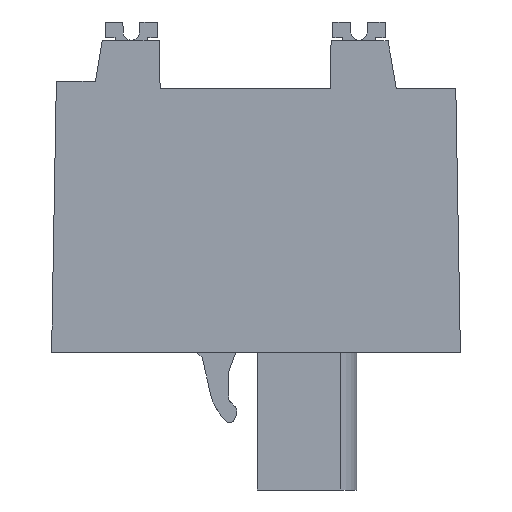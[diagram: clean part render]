
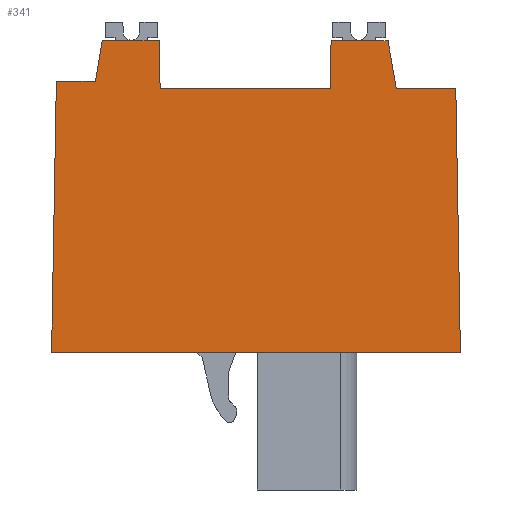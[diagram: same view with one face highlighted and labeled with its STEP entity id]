
A CAD part, left-side view. The second image highlights one B-rep face of the part: STEP entity #341.
In plain terms, the highlighted planar face has unit normal (-1, 0, 0).
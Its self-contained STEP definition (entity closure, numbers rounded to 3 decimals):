
#257=AXIS2_PLACEMENT_3D('Plane Axis2P3D',#254,#255,#256) ;
#40=CARTESIAN_POINT('Vertex',(0.,21.679,27.192)) ;
#45=CARTESIAN_POINT('Line Origine',(0.,19.954,27.192)) ;
#49=CARTESIAN_POINT('Vertex',(0.,18.23,27.192)) ;
#194=CARTESIAN_POINT('Vertex',(0.,22.101,24.742)) ;
#197=CARTESIAN_POINT('Line Origine',(0.,21.89,25.967)) ;
#254=CARTESIAN_POINT('Axis2P3D Location',(0.,0.,0.)) ;
#259=CARTESIAN_POINT('Line Origine',(0.,18.204,25.742)) ;
#263=CARTESIAN_POINT('Vertex',(0.,18.179,24.292)) ;
#266=CARTESIAN_POINT('Line Origine',(0.,23.281,24.742)) ;
#270=CARTESIAN_POINT('Vertex',(0.,24.461,24.742)) ;
#273=CARTESIAN_POINT('Line Origine',(0.,24.604,16.546)) ;
#277=CARTESIAN_POINT('Vertex',(0.,24.747,8.35)) ;
#280=CARTESIAN_POINT('Line Origine',(0.,12.373,8.35)) ;
#284=CARTESIAN_POINT('Vertex',(0.,0.,8.35)) ;
#287=CARTESIAN_POINT('Line Origine',(0.,0.139,16.321)) ;
#291=CARTESIAN_POINT('Vertex',(0.,0.278,24.292)) ;
#294=CARTESIAN_POINT('Line Origine',(0.,2.079,24.292)) ;
#298=CARTESIAN_POINT('Vertex',(0.,3.879,24.292)) ;
#301=CARTESIAN_POINT('Line Origine',(0.,4.129,25.742)) ;
#305=CARTESIAN_POINT('Vertex',(0.,4.379,27.192)) ;
#308=CARTESIAN_POINT('Line Origine',(0.,6.104,27.192)) ;
#312=CARTESIAN_POINT('Vertex',(0.,7.828,27.192)) ;
#315=CARTESIAN_POINT('Line Origine',(0.,7.854,25.742)) ;
#319=CARTESIAN_POINT('Vertex',(0.,7.879,24.292)) ;
#322=CARTESIAN_POINT('Line Origine',(0.,13.029,24.292)) ;
#46=DIRECTION('Vector Direction',(0.,-1.,0.)) ;
#198=DIRECTION('Vector Direction',(0.,-0.17,0.985)) ;
#255=DIRECTION('Axis2P3D Direction',(-1.,0.,0.)) ;
#256=DIRECTION('Axis2P3D XDirection',(0.,0.,1.)) ;
#260=DIRECTION('Vector Direction',(0.,-0.017,-1.)) ;
#267=DIRECTION('Vector Direction',(0.,-1.,0.)) ;
#274=DIRECTION('Vector Direction',(0.,0.017,-1.)) ;
#281=DIRECTION('Vector Direction',(0.,-1.,0.)) ;
#288=DIRECTION('Vector Direction',(0.,0.017,1.)) ;
#295=DIRECTION('Vector Direction',(0.,-1.,0.)) ;
#302=DIRECTION('Vector Direction',(0.,-0.17,-0.985)) ;
#309=DIRECTION('Vector Direction',(0.,-1.,0.)) ;
#316=DIRECTION('Vector Direction',(0.,-0.017,1.)) ;
#323=DIRECTION('Vector Direction',(0.,-1.,0.)) ;
#47=VECTOR('Line Direction',#46,1.) ;
#199=VECTOR('Line Direction',#198,1.) ;
#261=VECTOR('Line Direction',#260,1.) ;
#268=VECTOR('Line Direction',#267,1.) ;
#275=VECTOR('Line Direction',#274,1.) ;
#282=VECTOR('Line Direction',#281,1.) ;
#289=VECTOR('Line Direction',#288,1.) ;
#296=VECTOR('Line Direction',#295,1.) ;
#303=VECTOR('Line Direction',#302,1.) ;
#310=VECTOR('Line Direction',#309,1.) ;
#317=VECTOR('Line Direction',#316,1.) ;
#324=VECTOR('Line Direction',#323,1.) ;
#328=ORIENTED_EDGE('',*,*,#265,.T.) ;
#329=ORIENTED_EDGE('',*,*,#51,.T.) ;
#330=ORIENTED_EDGE('',*,*,#201,.T.) ;
#331=ORIENTED_EDGE('',*,*,#272,.T.) ;
#332=ORIENTED_EDGE('',*,*,#279,.T.) ;
#333=ORIENTED_EDGE('',*,*,#286,.T.) ;
#334=ORIENTED_EDGE('',*,*,#293,.T.) ;
#335=ORIENTED_EDGE('',*,*,#300,.T.) ;
#336=ORIENTED_EDGE('',*,*,#307,.T.) ;
#337=ORIENTED_EDGE('',*,*,#314,.T.) ;
#338=ORIENTED_EDGE('',*,*,#321,.T.) ;
#339=ORIENTED_EDGE('',*,*,#326,.T.) ;
#341=ADVANCED_FACE('HOUSING',(#340),#258,.T.) ;
#51=EDGE_CURVE('',#50,#41,#48,.F.) ;
#201=EDGE_CURVE('',#41,#195,#200,.F.) ;
#265=EDGE_CURVE('',#264,#50,#262,.F.) ;
#272=EDGE_CURVE('',#195,#271,#269,.F.) ;
#279=EDGE_CURVE('',#271,#278,#276,.T.) ;
#286=EDGE_CURVE('',#278,#285,#283,.T.) ;
#293=EDGE_CURVE('',#285,#292,#290,.T.) ;
#300=EDGE_CURVE('',#292,#299,#297,.F.) ;
#307=EDGE_CURVE('',#299,#306,#304,.F.) ;
#314=EDGE_CURVE('',#306,#313,#311,.F.) ;
#321=EDGE_CURVE('',#313,#320,#318,.F.) ;
#326=EDGE_CURVE('',#320,#264,#325,.F.) ;
#327=EDGE_LOOP('',(#328,#329,#330,#331,#332,#333,#334,#335,#336,#337,#338,#339)) ;
#340=FACE_OUTER_BOUND('',#327,.T.) ;
#48=LINE('Line',#45,#47) ;
#200=LINE('Line',#197,#199) ;
#262=LINE('Line',#259,#261) ;
#269=LINE('Line',#266,#268) ;
#276=LINE('Line',#273,#275) ;
#283=LINE('Line',#280,#282) ;
#290=LINE('Line',#287,#289) ;
#297=LINE('Line',#294,#296) ;
#304=LINE('Line',#301,#303) ;
#311=LINE('Line',#308,#310) ;
#318=LINE('Line',#315,#317) ;
#325=LINE('Line',#322,#324) ;
#258=PLANE('',#257) ;
#41=VERTEX_POINT('',#40) ;
#50=VERTEX_POINT('',#49) ;
#195=VERTEX_POINT('',#194) ;
#264=VERTEX_POINT('',#263) ;
#271=VERTEX_POINT('',#270) ;
#278=VERTEX_POINT('',#277) ;
#285=VERTEX_POINT('',#284) ;
#292=VERTEX_POINT('',#291) ;
#299=VERTEX_POINT('',#298) ;
#306=VERTEX_POINT('',#305) ;
#313=VERTEX_POINT('',#312) ;
#320=VERTEX_POINT('',#319) ;
